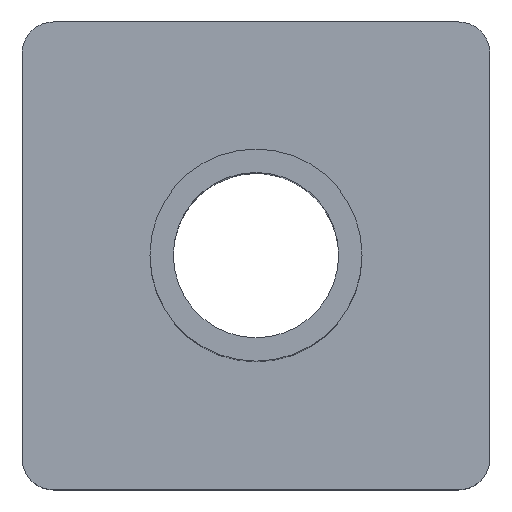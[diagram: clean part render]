
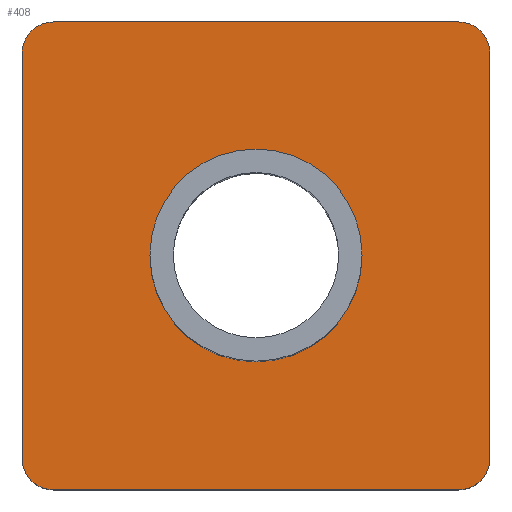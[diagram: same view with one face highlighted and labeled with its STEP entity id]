
A CAD part, top view. The second image highlights one B-rep face of the part: STEP entity #408.
In plain terms, the highlighted planar face has unit normal (0, 0, 1).
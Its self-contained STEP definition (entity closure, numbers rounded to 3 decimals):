
#16=FACE_BOUND('',#87,.T.);
#24=PLANE('',#460);
#41=CIRCLE('',#459,2.);
#42=CIRCLE('',#461,2.);
#43=CIRCLE('',#462,2.);
#44=CIRCLE('',#463,2.);
#45=CIRCLE('',#464,6.8);
#63=FACE_OUTER_BOUND('',#86,.T.);
#86=EDGE_LOOP('',(#339,#340,#341,#342,#343,#344,#345,#346));
#87=EDGE_LOOP('',(#347));
#120=LINE('',#779,#152);
#121=LINE('',#783,#153);
#122=LINE('',#787,#154);
#123=LINE('',#790,#155);
#152=VECTOR('',#556,10.);
#153=VECTOR('',#559,10.);
#154=VECTOR('',#562,10.);
#155=VECTOR('',#565,10.);
#198=VERTEX_POINT('',#772);
#199=VERTEX_POINT('',#773);
#200=VERTEX_POINT('',#778);
#201=VERTEX_POINT('',#780);
#202=VERTEX_POINT('',#782);
#203=VERTEX_POINT('',#784);
#204=VERTEX_POINT('',#786);
#205=VERTEX_POINT('',#788);
#206=VERTEX_POINT('',#791);
#248=EDGE_CURVE('',#198,#199,#41,.T.);
#251=EDGE_CURVE('',#198,#200,#120,.T.);
#252=EDGE_CURVE('',#201,#200,#42,.T.);
#253=EDGE_CURVE('',#201,#202,#121,.T.);
#254=EDGE_CURVE('',#203,#202,#43,.T.);
#255=EDGE_CURVE('',#203,#204,#122,.T.);
#256=EDGE_CURVE('',#205,#204,#44,.T.);
#257=EDGE_CURVE('',#205,#199,#123,.T.);
#258=EDGE_CURVE('',#206,#206,#45,.T.);
#339=ORIENTED_EDGE('',*,*,#248,.F.);
#340=ORIENTED_EDGE('',*,*,#251,.T.);
#341=ORIENTED_EDGE('',*,*,#252,.F.);
#342=ORIENTED_EDGE('',*,*,#253,.T.);
#343=ORIENTED_EDGE('',*,*,#254,.F.);
#344=ORIENTED_EDGE('',*,*,#255,.T.);
#345=ORIENTED_EDGE('',*,*,#256,.F.);
#346=ORIENTED_EDGE('',*,*,#257,.T.);
#347=ORIENTED_EDGE('',*,*,#258,.F.);
#408=ADVANCED_FACE('',(#63,#16),#24,.T.);
#459=AXIS2_PLACEMENT_3D('',#774,#550,#551);
#460=AXIS2_PLACEMENT_3D('',#777,#554,#555);
#461=AXIS2_PLACEMENT_3D('',#781,#557,#558);
#462=AXIS2_PLACEMENT_3D('',#785,#560,#561);
#463=AXIS2_PLACEMENT_3D('',#789,#563,#564);
#464=AXIS2_PLACEMENT_3D('',#792,#566,#567);
#550=DIRECTION('center_axis',(0.,0.,-1.));
#551=DIRECTION('ref_axis',(-0.707,0.707,0.));
#554=DIRECTION('center_axis',(0.,0.,1.));
#555=DIRECTION('ref_axis',(1.,0.,0.));
#556=DIRECTION('',(0.,-1.,0.));
#557=DIRECTION('center_axis',(0.,0.,-1.));
#558=DIRECTION('ref_axis',(-0.707,-0.707,0.));
#559=DIRECTION('',(1.,0.,0.));
#560=DIRECTION('center_axis',(0.,0.,-1.));
#561=DIRECTION('ref_axis',(0.707,-0.707,0.));
#562=DIRECTION('',(0.,1.,0.));
#563=DIRECTION('center_axis',(0.,0.,-1.));
#564=DIRECTION('ref_axis',(0.707,0.707,0.));
#565=DIRECTION('',(-1.,0.,0.));
#566=DIRECTION('center_axis',(0.,0.,1.));
#567=DIRECTION('ref_axis',(1.,0.,0.));
#772=CARTESIAN_POINT('',(-15.,13.,10.));
#773=CARTESIAN_POINT('',(-13.,15.,10.));
#774=CARTESIAN_POINT('Origin',(-13.,13.,10.));
#777=CARTESIAN_POINT('Origin',(0.,0.,10.));
#778=CARTESIAN_POINT('',(-15.,-13.,10.));
#779=CARTESIAN_POINT('',(-15.,-15.,10.));
#780=CARTESIAN_POINT('',(-13.,-15.,10.));
#781=CARTESIAN_POINT('Origin',(-13.,-13.,10.));
#782=CARTESIAN_POINT('',(13.,-15.,10.));
#783=CARTESIAN_POINT('',(15.,-15.,10.));
#784=CARTESIAN_POINT('',(15.,-13.,10.));
#785=CARTESIAN_POINT('Origin',(13.,-13.,10.));
#786=CARTESIAN_POINT('',(15.,13.,10.));
#787=CARTESIAN_POINT('',(15.,15.,10.));
#788=CARTESIAN_POINT('',(13.,15.,10.));
#789=CARTESIAN_POINT('Origin',(13.,13.,10.));
#790=CARTESIAN_POINT('',(-15.,15.,10.));
#791=CARTESIAN_POINT('',(-6.8,0.,10.));
#792=CARTESIAN_POINT('Origin',(0.,0.,10.));
